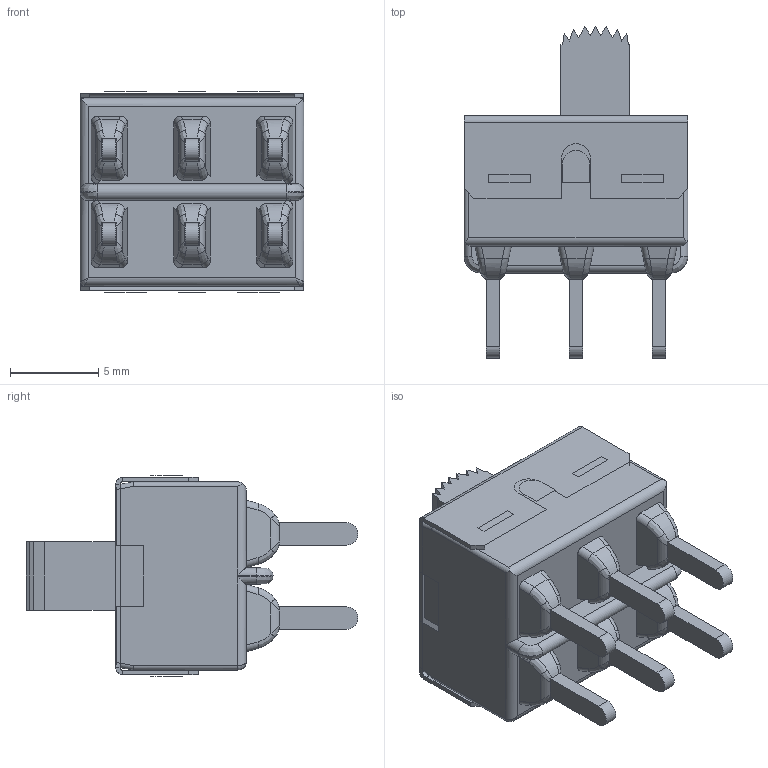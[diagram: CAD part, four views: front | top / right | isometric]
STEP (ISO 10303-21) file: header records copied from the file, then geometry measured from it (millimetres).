
FILE_DESCRIPTION((''),'2;1');
FILE_NAME('120XM2S3C_SW0001_PRT','2012-11-14T',('jtrepler'),(''),'PRO/ENGINEER BY PARAMETRIC TECHNOLOGY CORPORATION, 2011410','PRO/ENGINEER BY PARAMETRIC TECHNOLOGY CORPORATION, 2011410','');
FILE_SCHEMA(('AUTOMOTIVE_DESIGN_CC2 { 1 2 10303 214 -1 1 5 2 }'));
Length unit declared in the file: inch
Products named in the file (1): 120XM2S3C_SW0001_PRT
Bounding box: 12.7 x 18.82 x 11.4 mm (x, y, z)
Surface area: 1225.7 mm2 (no closed solid volume)
Topology: 0 solids, 23 shells, 214 faces, 852 edges, 651 vertices
Faces by surface type: plane 91, cylinder 69, bspline 54
Entity records: 11077 total; most frequent: CARTESIAN_POINT 4703, ORIENTED_EDGE 1228, DIRECTION 1107, EDGE_CURVE 852, VERTEX_POINT 651, VECTOR 527, LINE 527, AXIS2_PLACEMENT_3D 290
